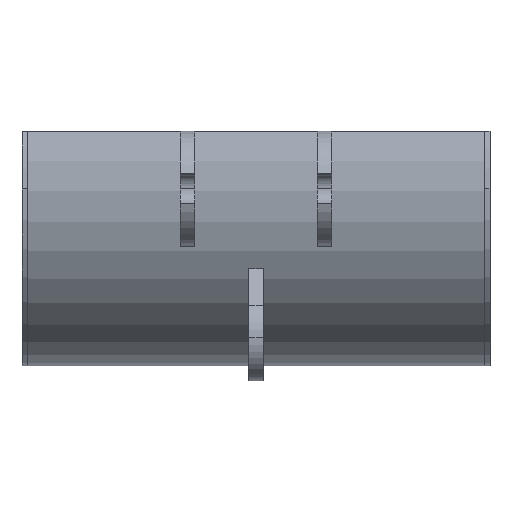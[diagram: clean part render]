
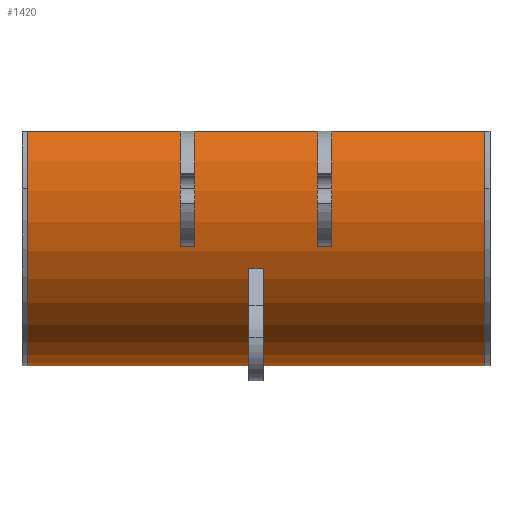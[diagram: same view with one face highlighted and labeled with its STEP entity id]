
A CAD part, top view. The second image highlights one B-rep face of the part: STEP entity #1420.
In plain terms, the highlighted cylindrical face has radius 49 mm (diameter 98 mm), a partial arc.
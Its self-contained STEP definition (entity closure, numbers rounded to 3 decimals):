
#18 = VERTEX_POINT ( 'NONE', #1108 ) ;
#324 = ORIENTED_EDGE ( 'NONE', *, *, #445, .T. ) ;
#343 = EDGE_CURVE ( 'NONE', #961, #18, #355, .T. ) ;
#355 = LINE ( 'NONE', #1736, #2479 ) ;
#445 = EDGE_CURVE ( 'NONE', #1776, #961, #932, .T. ) ;
#456 = DIRECTION ( 'NONE',  ( 0., -1., 0. ) ) ;
#495 = EDGE_LOOP ( 'NONE', ( #324, #985, #2292, #782 ) ) ;
#633 = DIRECTION ( 'NONE',  ( 0., 0., -1. ) ) ;
#647 = AXIS2_PLACEMENT_3D ( 'NONE', #767, #1358, #1548 ) ;
#669 = CARTESIAN_POINT ( 'NONE',  ( -46.314, -0.75, 0. ) ) ;
#675 = DIRECTION ( 'NONE',  ( 0., -1., 0. ) ) ;
#763 = DIRECTION ( 'NONE',  ( 0., -1., 0. ) ) ;
#767 = CARTESIAN_POINT ( 'NONE',  ( 0., -127.75, -16. ) ) ;
#782 = ORIENTED_EDGE ( 'NONE', *, *, #787, .F. ) ;
#787 = EDGE_CURVE ( 'NONE', #1776, #1864, #1210, .T. ) ;
#932 = CIRCLE ( 'NONE', #1301, 49. ) ;
#961 = VERTEX_POINT ( 'NONE', #2424 ) ;
#985 = ORIENTED_EDGE ( 'NONE', *, *, #343, .T. ) ;
#1108 = CARTESIAN_POINT ( 'NONE',  ( 0., -127.75, -65. ) ) ;
#1210 = LINE ( 'NONE', #2395, #1304 ) ;
#1301 = AXIS2_PLACEMENT_3D ( 'NONE', #1946, #675, #1467 ) ;
#1304 = VECTOR ( 'NONE', #456, 1000. ) ;
#1358 = DIRECTION ( 'NONE',  ( 0., -1., 0. ) ) ;
#1420 = ADVANCED_FACE ( 'NONE', ( #1609 ), #2224, .T. ) ;
#1455 = CARTESIAN_POINT ( 'NONE',  ( -46.314, -127.75, 0. ) ) ;
#1467 = DIRECTION ( 'NONE',  ( -0.945, 0., 0.327 ) ) ;
#1548 = DIRECTION ( 'NONE',  ( -0.945, 0., 0.327 ) ) ;
#1595 = CARTESIAN_POINT ( 'NONE',  ( 0., -64.25, -16. ) ) ;
#1609 = FACE_OUTER_BOUND ( 'NONE', #495, .T. ) ;
#1730 = EDGE_CURVE ( 'NONE', #1864, #18, #1757, .T. ) ;
#1736 = CARTESIAN_POINT ( 'NONE',  ( 0., -64.25, -65. ) ) ;
#1757 = CIRCLE ( 'NONE', #647, 49. ) ;
#1776 = VERTEX_POINT ( 'NONE', #669 ) ;
#1834 = AXIS2_PLACEMENT_3D ( 'NONE', #1595, #2393, #633 ) ;
#1864 = VERTEX_POINT ( 'NONE', #1455 ) ;
#1946 = CARTESIAN_POINT ( 'NONE',  ( 0., -0.75, -16. ) ) ;
#2224 = CYLINDRICAL_SURFACE ( 'NONE', #1834, 49. ) ;
#2292 = ORIENTED_EDGE ( 'NONE', *, *, #1730, .F. ) ;
#2393 = DIRECTION ( 'NONE',  ( 0., -1., 0. ) ) ;
#2395 = CARTESIAN_POINT ( 'NONE',  ( -46.314, -0.75, 0. ) ) ;
#2424 = CARTESIAN_POINT ( 'NONE',  ( 0., -0.75, -65. ) ) ;
#2479 = VECTOR ( 'NONE', #763, 1000. ) ;
